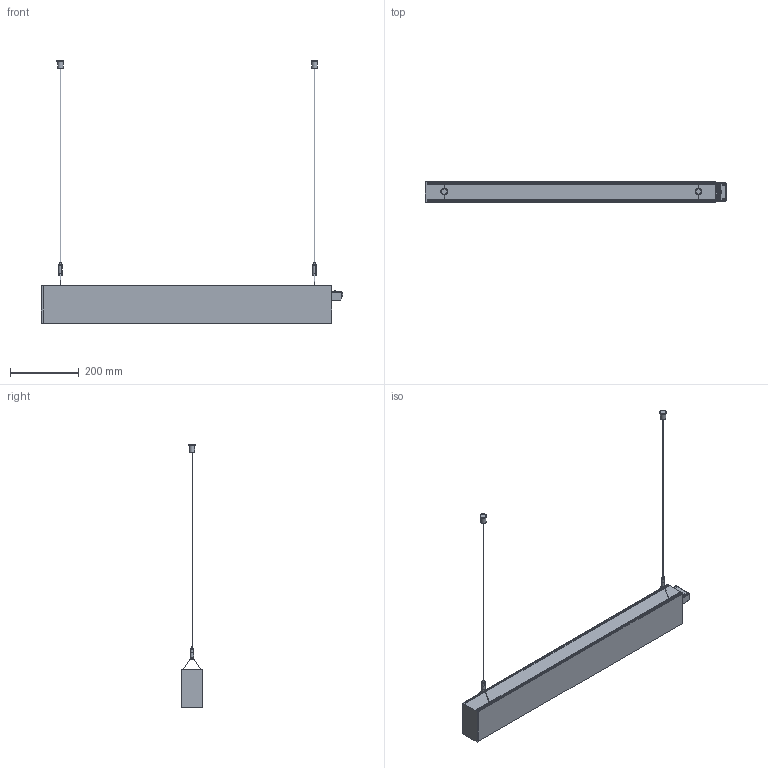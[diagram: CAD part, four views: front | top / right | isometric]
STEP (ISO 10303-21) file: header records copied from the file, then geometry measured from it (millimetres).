
FILE_DESCRIPTION(/* description */ (''),/* implementation_level */ '2;1');
FILE_NAME(/* name */ '10000091662n3p000_00.stp',/* time_stamp */ '2022-02-02T09:53:18+01:00',/* author */ (''),/* organization */ (''),/* preprocessor_version */ 'ST-DEVELOPER v15',/* originating_system */ 'SIEMENS PLM Software NX 9.0',/* authorisation */ '');
FILE_SCHEMA (('AUTOMOTIVE_DESIGN { 1 0 10303 214 3 1 1 1 }'));
Length unit declared in the file: millimetre
Products named in the file (1): 10000091662n3p000_00
Bounding box: 880.6 x 60 x 766.34 mm (x, y, z)
Volume: 5590535.3 mm3; surface area: 346887.2 mm2
Topology: 1 solids, 6 shells, 357 faces, 986 edges, 640 vertices
Faces by surface type: plane 202, cylinder 129, torus 16, cone 8, sphere 2
Full cylindrical faces by diameter (mm): 5 x1, 10 x1, 16 x2, 20 x2
Entity records: 11840 total; most frequent: CARTESIAN_POINT 2420, DIRECTION 1971, ORIENTED_EDGE 1958, EDGE_CURVE 979, AXIS2_PLACEMENT_3D 676, VERTEX_POINT 641, LINE 619, VECTOR 619
